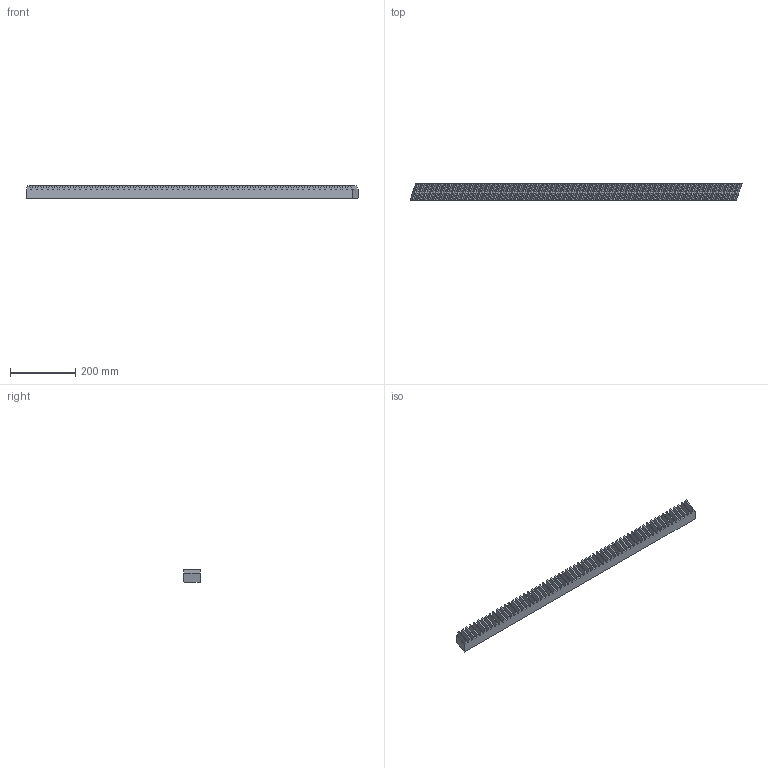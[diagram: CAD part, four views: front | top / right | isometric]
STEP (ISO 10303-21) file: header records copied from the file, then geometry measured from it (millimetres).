
FILE_DESCRIPTION(('STEP AP214'),'1');
FILE_NAME('145-050-110.stp','2017-10-10T14:08:36',('TraceParts'),('TraceParts S.A.'),'Spatial InterOp 3D',' ',' ');
FILE_SCHEMA(('automotive_design'));
Length unit declared in the file: millimetre
Products named in the file (1): 145-050-110
Bounding box: 1016.87 x 50 x 39.7 mm (x, y, z)
Volume: 1716812.2 mm3; surface area: 220658.4 mm2
Topology: 1 solids, 1 shells, 247 faces, 735 edges, 490 vertices
Faces by surface type: plane 247
Entity records: 10110 total; most frequent: CARTESIAN_POINT 1473, ORIENTED_EDGE 1470, DIRECTION 1231, EDGE_CURVE 735, LINE 735, VECTOR 735, VERTEX_POINT 490, STYLED_ITEM 248
